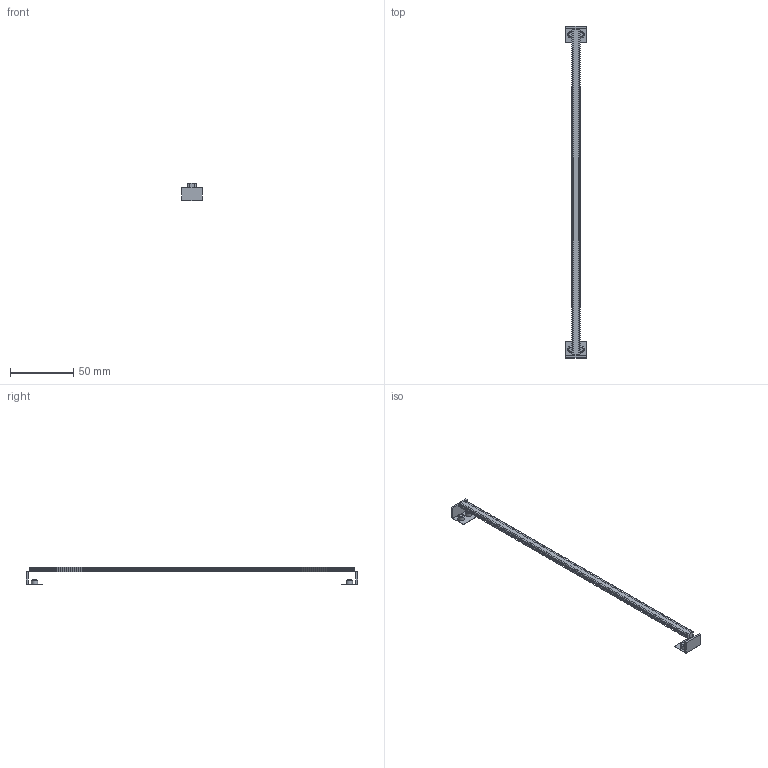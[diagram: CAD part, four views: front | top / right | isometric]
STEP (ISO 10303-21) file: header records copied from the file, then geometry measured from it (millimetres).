
FILE_DESCRIPTION(('Open CASCADE Model'),'2;1');
FILE_NAME('Open CASCADE Shape Model','2025-01-19T18:58:37',('Author'),( 'Open CASCADE'),'Open CASCADE STEP processor 7.7','Open CASCADE 7.7' ,'Unknown');
FILE_SCHEMA(('AUTOMOTIVE_DESIGN { 1 0 10303 214 1 1 1 1 }'));
Length unit declared in the file: millimetre
Products named in the file (5): Open CASCADE STEP translator 7.7 37; Open CASCADE STEP translator 7.7 37.1; Open CASCADE STEP translator 7.7 37.1.1; Open CASCADE STEP translator 7.7 37.1.2; Open CASCADE STEP translator 7.7 37.1.3
Assembly tree (4 placements, depth 3):
  Open CASCADE STEP translator 7.7 37
    Open CASCADE STEP translator 7.7 37.1
      Open CASCADE STEP translator 7.7 37.1.1
      Open CASCADE STEP translator 7.7 37.1.2
      Open CASCADE STEP translator 7.7 37.1.3
Bounding box: 16 x 261.6 x 13.4 mm (x, y, z)
Volume: 5108.4 mm3; surface area: 8568 mm2
Topology: 3 solids, 3 shells, 1330 faces, 3956 edges, 2636 vertices
Faces by surface type: plane 1322, cylinder 4, cone 4
Full cylindrical faces by diameter (mm): 5 x4
Entity records: 95146 total; most frequent: CARTESIAN_POINT 15839, DIRECTION 14550, LINE 11848, VECTOR 11848, ORIENTED_EDGE 7912, PCURVE 7912, DEFINITIONAL_REPRESENTATION 7912, EDGE_CURVE 3956
